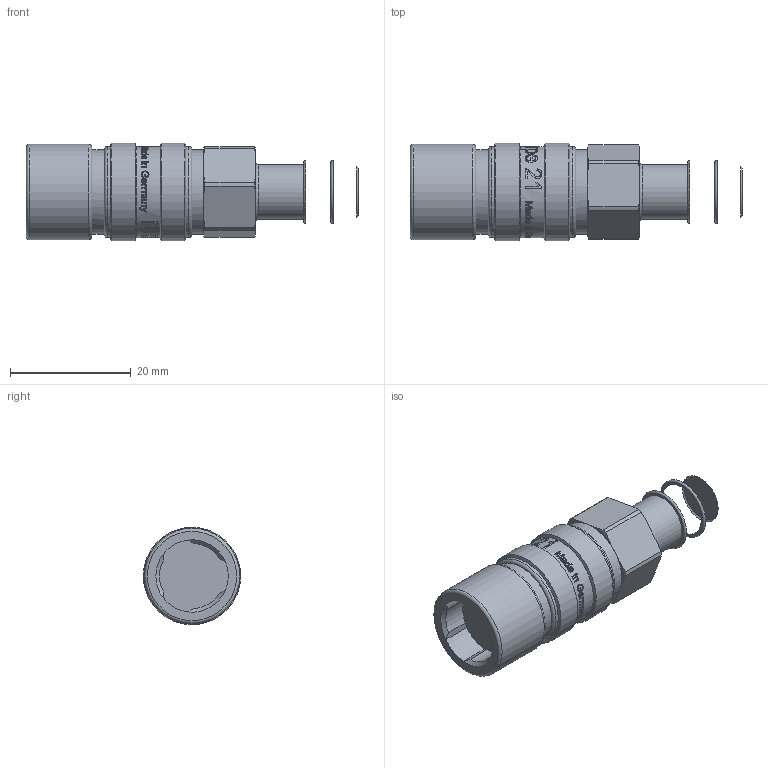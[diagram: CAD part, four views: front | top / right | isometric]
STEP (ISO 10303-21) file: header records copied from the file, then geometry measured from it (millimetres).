
FILE_DESCRIPTION(/* description */ (''),/* implementation_level */ '2;1');
FILE_NAME(/* name */ '21katf09mpx3.stp',/* time_stamp */ '2021-06-16T09:18:37+02:00',/* author */ ('IA176480'),/* organization */ (''),/* preprocessor_version */ 'ST-DEVELOPER v17.2',/* originating_system */ 'Autodesk Inventor 2019',/* authorisation */ '');
FILE_SCHEMA (('CONFIG_CONTROL_DESIGN'));
Products named in the file (1): 21KATF09MPX3
Bounding box: 55.05 x 16.14 x 16.14 mm (x, y, z)
Volume: 7489.4 mm3; surface area: 3834.4 mm2
Topology: 1 solids, 3 shells, 462 faces, 1266 edges, 848 vertices
Faces by surface type: bspline 211, plane 158, cylinder 61, cone 24, torus 8
Full cylindrical faces by diameter (mm): 9.05 x1, 12.813 x2, 14 x4, 15.1 x3, 15.8 x1, 16.15 x2
Entity records: 64135 total; most frequent: CARTESIAN_POINT 53478, ORIENTED_EDGE 2532, DIRECTION 1402, EDGE_CURVE 1266, VERTEX_POINT 848, B_SPLINE_CURVE_WITH_KNOTS 545, EDGE_LOOP 504, LINE 472
